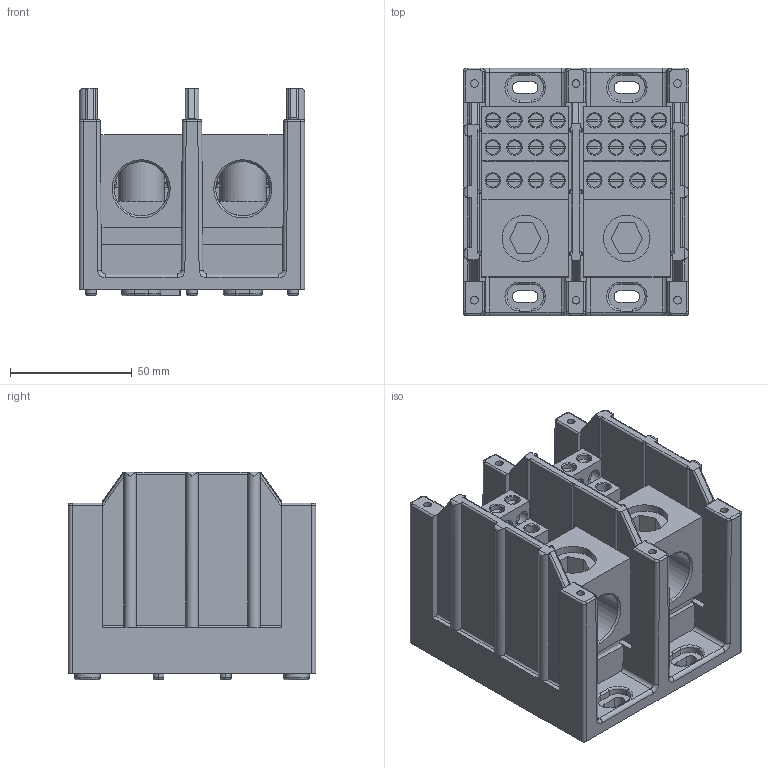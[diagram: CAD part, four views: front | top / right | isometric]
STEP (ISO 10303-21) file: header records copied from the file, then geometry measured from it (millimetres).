
FILE_DESCRIPTION (( 'STEP AP214' ), '1' );
FILE_NAME ('PB3122.STEP', '2014-12-17T20:05:51', ( '' ), ( '' ), 'SwSTEP 2.0', 'SolidWorks 2014', '' );
FILE_SCHEMA (( 'AUTOMOTIVE_DESIGN' ));
Length unit declared in the file: inch
Products named in the file (1): PB3122
Bounding box: 92.47 x 101.6 x 85.09 mm (x, y, z)
Volume: 306235.1 mm3; surface area: 133287.6 mm2
Topology: 7 solids, 7 shells, 1203 faces, 3375 edges, 2096 vertices
Faces by surface type: cylinder 507, plane 488, torus 136, cone 56, bspline 16
Entity records: 58392 total; most frequent: CARTESIAN_POINT 11755, ORIENTED_EDGE 6734, DIRECTION 6577, EDGE_CURVE 3367, AXIS2_PLACEMENT_3D 2466, VERTEX_POINT 2096, LINE 1645, VECTOR 1645
